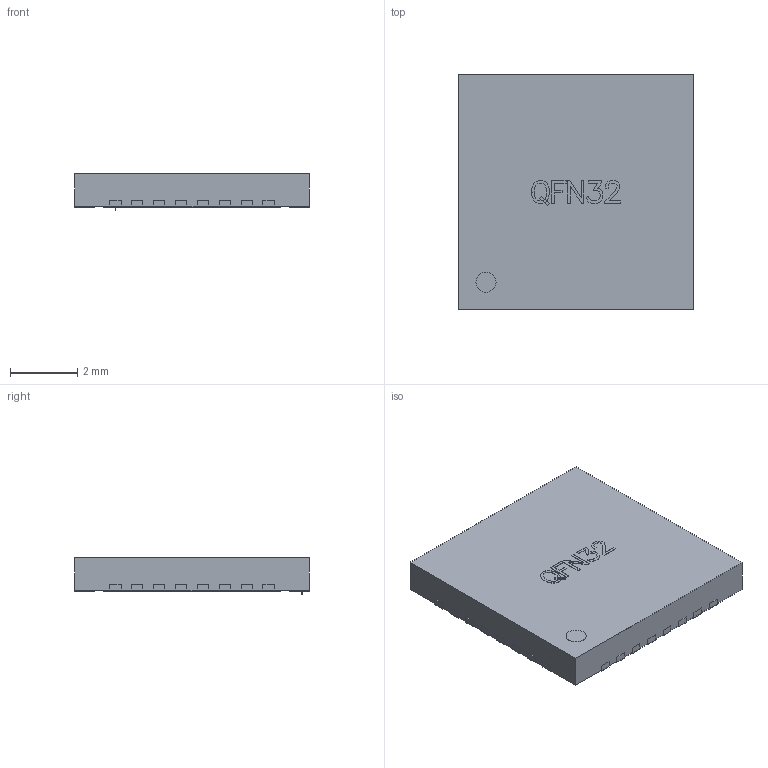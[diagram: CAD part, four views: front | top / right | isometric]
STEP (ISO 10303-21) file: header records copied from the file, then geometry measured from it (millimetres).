
FILE_DESCRIPTION (( 'STEP AP214' ), '1' );
FILE_NAME ('SW3dPS-QFN-32.STEP', '2009-09-16T08:59:31', ( 'sysAdmin' ), ( 'SolidWorks' ), 'SwSTEP 2.0', 'SolidWorks 2009', '' );
FILE_SCHEMA (( 'AUTOMOTIVE_DESIGN' ));
Length unit declared in the file: millimetre
Products named in the file (23): SW3dPS-QFN-32_442949713; SW3dPS-QFN-32_Extruded9; SW3dPS-QFN-32_Extruded13; SW3dPS-QFN-32_442951121; SW3dPS-QFN-32_Extruded10; SW3dPS-QFN-32_442949073; SW3dPS-QFN-32_Cylinder1; SW3dPS-QFN-32_442711073; SW3dPS-QFN-32_Free-Models1; SW3dPS-QFN-32_Board1; SW3dPS-QFN-32; SW3dPS-QFN-32_442947537; SW3dPS-QFN-32_Extruded16; SW3dPS-QFN-32_442945105; SW3dPS-QFN-32_Extruded14; SW3dPS-QFN-32_442952273; SW3dPS-QFN-32_Extruded12; SW3dPS-QFN-32_442941137; SW3dPS-QFN-32_Extruded11; SW3dPS-QFN-32_442947409; SW3dPS-QFN-32_Extruded17; SW3dPS-QFN-32_442945489; SW3dPS-QFN-32_Extruded15
Assembly tree (53 placements, depth 4):
  SW3dPS-QFN-32
    SW3dPS-QFN-32_Free-Models1
      SW3dPS-QFN-32_442949713  x32
        SW3dPS-QFN-32_Extruded9
      SW3dPS-QFN-32_442949073
        SW3dPS-QFN-32_Extruded10
      SW3dPS-QFN-32_442941137
        SW3dPS-QFN-32_Extruded15
      SW3dPS-QFN-32_442947537
        SW3dPS-QFN-32_Extruded12
      SW3dPS-QFN-32_442711073
        SW3dPS-QFN-32_Cylinder1
      SW3dPS-QFN-32_442945489
        SW3dPS-QFN-32_Extruded17
      SW3dPS-QFN-32_442947409
        SW3dPS-QFN-32_Extruded11
      SW3dPS-QFN-32_442951121
        SW3dPS-QFN-32_Extruded13
      SW3dPS-QFN-32_442945105
        SW3dPS-QFN-32_Extruded16
      SW3dPS-QFN-32_442952273
        SW3dPS-QFN-32_Extruded14
    SW3dPS-QFN-32_Board1
Bounding box: 7 x 7 x 1.12 mm (x, y, z)
Volume: 54.5 mm3; surface area: 209.2 mm2
Topology: 41 solids, 43 shells, 598 faces, 1541 edges, 1028 vertices
Faces by surface type: plane 596, cylinder 2
Entity records: 5952 total; most frequent: CARTESIAN_POINT 941, DIRECTION 893, ORIENTED_EDGE 846, EDGE_CURVE 425, VECTOR 421, LINE 421, VERTEX_POINT 284, AXIS2_PLACEMENT_3D 236
